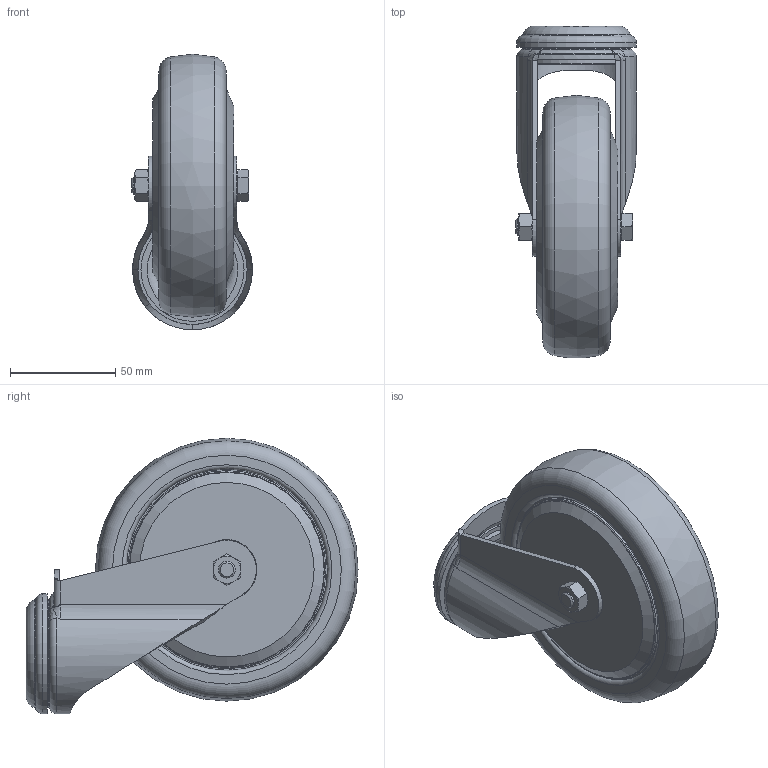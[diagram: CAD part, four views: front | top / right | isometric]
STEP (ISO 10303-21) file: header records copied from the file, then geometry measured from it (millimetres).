
FILE_DESCRIPTION((''),'2;1');
FILE_NAME('Syskomp 412541240 Lenkrolle D125 ESD.stp','2013-10-31T13:22:15',('mstrom'),(''),'Autodesk Inventor 2012','Autodesk Inventor 2012','');
FILE_SCHEMA(('AUTOMOTIVE_DESIGN { 1 0 10303 214 1 1 1 1 }'));
Length unit declared in the file: millimetre
Products named in the file (1): Syskomp 412541240 Lenkrolle D125 ESD
Bounding box: 57.5 x 157.86 x 131 mm (x, y, z)
Volume: 466293.4 mm3; surface area: 67566.7 mm2
Topology: 3 solids, 3 shells, 189 faces, 441 edges, 276 vertices
Faces by surface type: plane 58, cone 48, bspline 30, torus 28, cylinder 25
Full cylindrical faces by diameter (mm): 8 x3, 8.1 x1, 12 x1, 13 x2, 20 x2, 20.45 x1, 49 x1, 57 x1, 94 x2
Entity records: 17192 total; most frequent: CARTESIAN_POINT 13480, ORIENTED_EDGE 740, DIRECTION 695, EDGE_CURVE 370, AXIS2_PLACEMENT_3D 307, EDGE_LOOP 265, VERTEX_POINT 259, FACE_OUTER_BOUND 189
